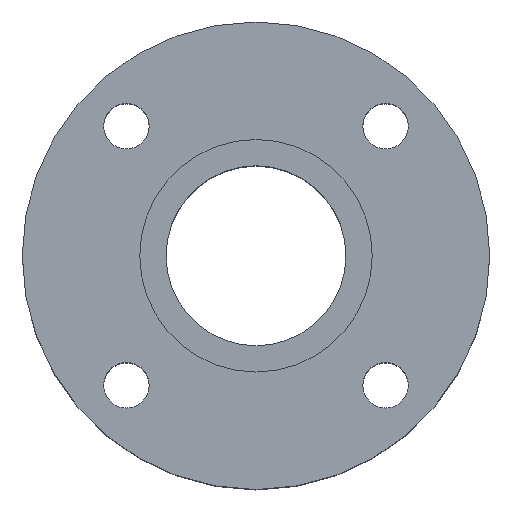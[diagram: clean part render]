
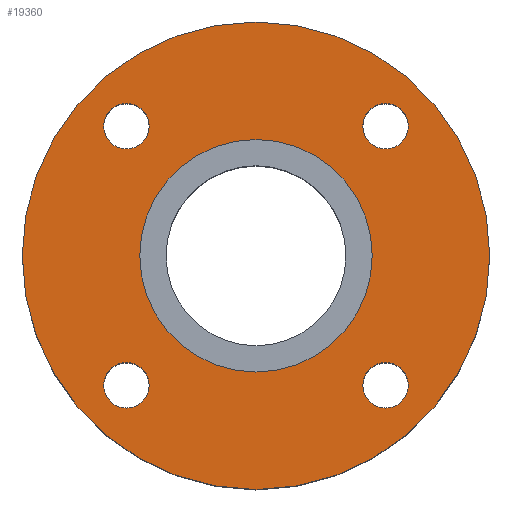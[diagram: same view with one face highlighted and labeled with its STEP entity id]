
A CAD part, top view. The second image highlights one B-rep face of the part: STEP entity #19360.
In plain terms, the highlighted planar face has unit normal (0, 0, 1).
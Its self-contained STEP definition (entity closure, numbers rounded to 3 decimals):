
#568 = DIRECTION ( 'NONE',  ( 1., 0., 0. ) ) ;
#581 = CARTESIAN_POINT ( 'NONE',  ( -51.265, -51.265, -0.4 ) ) ;
#823 = AXIS2_PLACEMENT_3D ( 'NONE', #6164, #23932, #3984 ) ;
#964 = CARTESIAN_POINT ( 'NONE',  ( 51.265, 51.265, -0.4 ) ) ;
#1103 = ORIENTED_EDGE ( 'NONE', *, *, #9205, .F. ) ;
#1157 = DIRECTION ( 'NONE',  ( 0., 0., 1. ) ) ;
#1160 = CARTESIAN_POINT ( 'NONE',  ( -42.265, -51.265, -0.4 ) ) ;
#1444 = CARTESIAN_POINT ( 'NONE',  ( -46., 0., -0.4 ) ) ;
#1460 = CARTESIAN_POINT ( 'NONE',  ( 0., 46., -0.4 ) ) ;
#1613 = PLANE ( 'NONE',  #6178 ) ;
#1882 = CIRCLE ( 'NONE', #2336, 46. ) ;
#2192 = VERTEX_POINT ( 'NONE', #27920 ) ;
#2331 = CARTESIAN_POINT ( 'NONE',  ( 0., 0., -0.4 ) ) ;
#2336 = AXIS2_PLACEMENT_3D ( 'NONE', #23014, #9618, #25630 ) ;
#2521 = CARTESIAN_POINT ( 'NONE',  ( 51.265, 51.265, -0.4 ) ) ;
#2534 = VERTEX_POINT ( 'NONE', #4131 ) ;
#2688 = AXIS2_PLACEMENT_3D ( 'NONE', #3661, #12835, #8178 ) ;
#2859 = DIRECTION ( 'NONE',  ( 0., 0., 1. ) ) ;
#3661 = CARTESIAN_POINT ( 'NONE',  ( -51.265, -51.265, -0.4 ) ) ;
#3984 = DIRECTION ( 'NONE',  ( 0., -1., 0. ) ) ;
#3987 = VERTEX_POINT ( 'NONE', #1444 ) ;
#4131 = CARTESIAN_POINT ( 'NONE',  ( 60.265, -51.265, -0.4 ) ) ;
#4507 = EDGE_LOOP ( 'NONE', ( #26095, #20094 ) ) ;
#4555 = ORIENTED_EDGE ( 'NONE', *, *, #8934, .F. ) ;
#4799 = ORIENTED_EDGE ( 'NONE', *, *, #27053, .F. ) ;
#5123 = EDGE_CURVE ( 'NONE', #3987, #24200, #1882, .T. ) ;
#5562 = DIRECTION ( 'NONE',  ( 0., 0., 1. ) ) ;
#5681 = FACE_BOUND ( 'NONE', #10116, .T. ) ;
#5703 = CARTESIAN_POINT ( 'NONE',  ( -51.265, 51.265, -0.4 ) ) ;
#6164 = CARTESIAN_POINT ( 'NONE',  ( 51.265, -51.265, -0.4 ) ) ;
#6178 = AXIS2_PLACEMENT_3D ( 'NONE', #1460, #21835, #21695 ) ;
#6252 = AXIS2_PLACEMENT_3D ( 'NONE', #7261, #9734, #568 ) ;
#6475 = AXIS2_PLACEMENT_3D ( 'NONE', #8234, #21772, #8374 ) ;
#6870 = CIRCLE ( 'NONE', #2688, 9. ) ;
#7154 = AXIS2_PLACEMENT_3D ( 'NONE', #2521, #15187, #24654 ) ;
#7261 = CARTESIAN_POINT ( 'NONE',  ( 0., 0., -0.4 ) ) ;
#7406 = CARTESIAN_POINT ( 'NONE',  ( -51.265, 51.265, -0.4 ) ) ;
#7983 = AXIS2_PLACEMENT_3D ( 'NONE', #5703, #5562, #19397 ) ;
#8178 = DIRECTION ( 'NONE',  ( -1., 0., 0. ) ) ;
#8234 = CARTESIAN_POINT ( 'NONE',  ( 0., 0., -0.4 ) ) ;
#8374 = DIRECTION ( 'NONE',  ( 1., 0., 0. ) ) ;
#8525 = CIRCLE ( 'NONE', #24814, 9. ) ;
#8795 = CARTESIAN_POINT ( 'NONE',  ( -60.265, 51.265, -0.4 ) ) ;
#8934 = EDGE_CURVE ( 'NONE', #18729, #13206, #14852, .T. ) ;
#9205 = EDGE_CURVE ( 'NONE', #24200, #3987, #19040, .T. ) ;
#9447 = CIRCLE ( 'NONE', #7983, 9. ) ;
#9618 = DIRECTION ( 'NONE',  ( 0., 0., 1. ) ) ;
#9698 = DIRECTION ( 'NONE',  ( 1., 0., 0. ) ) ;
#9734 = DIRECTION ( 'NONE',  ( 0., 0., 1. ) ) ;
#9802 = DIRECTION ( 'NONE',  ( 0., -1., 0. ) ) ;
#10116 = EDGE_LOOP ( 'NONE', ( #1103, #20758 ) ) ;
#10420 = EDGE_LOOP ( 'NONE', ( #22351, #18883 ) ) ;
#10451 = CIRCLE ( 'NONE', #6252, 92.5 ) ;
#10746 = ORIENTED_EDGE ( 'NONE', *, *, #25223, .F. ) ;
#11813 = VERTEX_POINT ( 'NONE', #8795 ) ;
#12120 = CARTESIAN_POINT ( 'NONE',  ( -42.265, 51.265, -0.4 ) ) ;
#12658 = AXIS2_PLACEMENT_3D ( 'NONE', #2331, #18192, #27081 ) ;
#12728 = VERTEX_POINT ( 'NONE', #22460 ) ;
#12835 = DIRECTION ( 'NONE',  ( 0., 0., 1. ) ) ;
#12953 = FACE_BOUND ( 'NONE', #20211, .T. ) ;
#13032 = CARTESIAN_POINT ( 'NONE',  ( 92.5, 0., -0.4 ) ) ;
#13050 = CARTESIAN_POINT ( 'NONE',  ( 51.265, -51.265, -0.4 ) ) ;
#13118 = AXIS2_PLACEMENT_3D ( 'NONE', #7406, #14250, #14106 ) ;
#13206 = VERTEX_POINT ( 'NONE', #1160 ) ;
#13389 = ORIENTED_EDGE ( 'NONE', *, *, #14984, .F. ) ;
#14106 = DIRECTION ( 'NONE',  ( 0., 1., 0. ) ) ;
#14250 = DIRECTION ( 'NONE',  ( 0., 0., 1. ) ) ;
#14388 = CARTESIAN_POINT ( 'NONE',  ( -60.265, -51.265, -0.4 ) ) ;
#14656 = EDGE_CURVE ( 'NONE', #20424, #2534, #15704, .T. ) ;
#14852 = CIRCLE ( 'NONE', #26022, 9. ) ;
#14984 = EDGE_CURVE ( 'NONE', #13206, #18729, #6870, .T. ) ;
#15187 = DIRECTION ( 'NONE',  ( 0., 0., 1. ) ) ;
#15464 = CIRCLE ( 'NONE', #12658, 92.5 ) ;
#15498 = AXIS2_PLACEMENT_3D ( 'NONE', #13050, #26456, #9802 ) ;
#15704 = CIRCLE ( 'NONE', #823, 9. ) ;
#15796 = CARTESIAN_POINT ( 'NONE',  ( 46., 0., -0.4 ) ) ;
#16434 = VERTEX_POINT ( 'NONE', #13032 ) ;
#18192 = DIRECTION ( 'NONE',  ( 0., 0., 1. ) ) ;
#18339 = DIRECTION ( 'NONE',  ( -1., 0., 0. ) ) ;
#18729 = VERTEX_POINT ( 'NONE', #14388 ) ;
#18883 = ORIENTED_EDGE ( 'NONE', *, *, #23523, .T. ) ;
#19040 = CIRCLE ( 'NONE', #6475, 46. ) ;
#19224 = FACE_BOUND ( 'NONE', #4507, .T. ) ;
#19360 = ADVANCED_FACE ( 'NONE', ( #19224, #21259, #12953, #28392, #5681, #27960 ), #1613, .F. ) ;
#19397 = DIRECTION ( 'NONE',  ( 0., 1., 0. ) ) ;
#19473 = EDGE_LOOP ( 'NONE', ( #13389, #4555 ) ) ;
#19847 = EDGE_CURVE ( 'NONE', #21052, #2192, #8525, .T. ) ;
#20094 = ORIENTED_EDGE ( 'NONE', *, *, #14656, .F. ) ;
#20211 = EDGE_LOOP ( 'NONE', ( #4799, #20550 ) ) ;
#20324 = EDGE_CURVE ( 'NONE', #16434, #12728, #15464, .T. ) ;
#20424 = VERTEX_POINT ( 'NONE', #21373 ) ;
#20550 = ORIENTED_EDGE ( 'NONE', *, *, #26197, .F. ) ;
#20758 = ORIENTED_EDGE ( 'NONE', *, *, #5123, .F. ) ;
#21021 = VERTEX_POINT ( 'NONE', #12120 ) ;
#21052 = VERTEX_POINT ( 'NONE', #23907 ) ;
#21259 = FACE_BOUND ( 'NONE', #19473, .T. ) ;
#21373 = CARTESIAN_POINT ( 'NONE',  ( 42.265, -51.265, -0.4 ) ) ;
#21500 = CIRCLE ( 'NONE', #13118, 9. ) ;
#21695 = DIRECTION ( 'NONE',  ( -1., 0., 0. ) ) ;
#21772 = DIRECTION ( 'NONE',  ( 0., 0., 1. ) ) ;
#21835 = DIRECTION ( 'NONE',  ( 0., 0., -1. ) ) ;
#22351 = ORIENTED_EDGE ( 'NONE', *, *, #20324, .T. ) ;
#22460 = CARTESIAN_POINT ( 'NONE',  ( -92.5, 0., -0.4 ) ) ;
#23014 = CARTESIAN_POINT ( 'NONE',  ( 0., 0., -0.4 ) ) ;
#23063 = ORIENTED_EDGE ( 'NONE', *, *, #19847, .F. ) ;
#23523 = EDGE_CURVE ( 'NONE', #12728, #16434, #10451, .T. ) ;
#23907 = CARTESIAN_POINT ( 'NONE',  ( 60.265, 51.265, -0.4 ) ) ;
#23932 = DIRECTION ( 'NONE',  ( 0., 0., 1. ) ) ;
#24060 = EDGE_LOOP ( 'NONE', ( #23063, #10746 ) ) ;
#24200 = VERTEX_POINT ( 'NONE', #15796 ) ;
#24343 = CIRCLE ( 'NONE', #15498, 9. ) ;
#24654 = DIRECTION ( 'NONE',  ( 1., 0., 0. ) ) ;
#24814 = AXIS2_PLACEMENT_3D ( 'NONE', #964, #2859, #9698 ) ;
#25223 = EDGE_CURVE ( 'NONE', #2192, #21052, #28537, .T. ) ;
#25630 = DIRECTION ( 'NONE',  ( 1., 0., 0. ) ) ;
#26022 = AXIS2_PLACEMENT_3D ( 'NONE', #581, #1157, #18339 ) ;
#26095 = ORIENTED_EDGE ( 'NONE', *, *, #26553, .F. ) ;
#26197 = EDGE_CURVE ( 'NONE', #11813, #21021, #9447, .T. ) ;
#26456 = DIRECTION ( 'NONE',  ( 0., 0., 1. ) ) ;
#26553 = EDGE_CURVE ( 'NONE', #2534, #20424, #24343, .T. ) ;
#27053 = EDGE_CURVE ( 'NONE', #21021, #11813, #21500, .T. ) ;
#27081 = DIRECTION ( 'NONE',  ( 1., 0., 0. ) ) ;
#27920 = CARTESIAN_POINT ( 'NONE',  ( 42.265, 51.265, -0.4 ) ) ;
#27960 = FACE_OUTER_BOUND ( 'NONE', #10420, .T. ) ;
#28392 = FACE_BOUND ( 'NONE', #24060, .T. ) ;
#28537 = CIRCLE ( 'NONE', #7154, 9. ) ;
